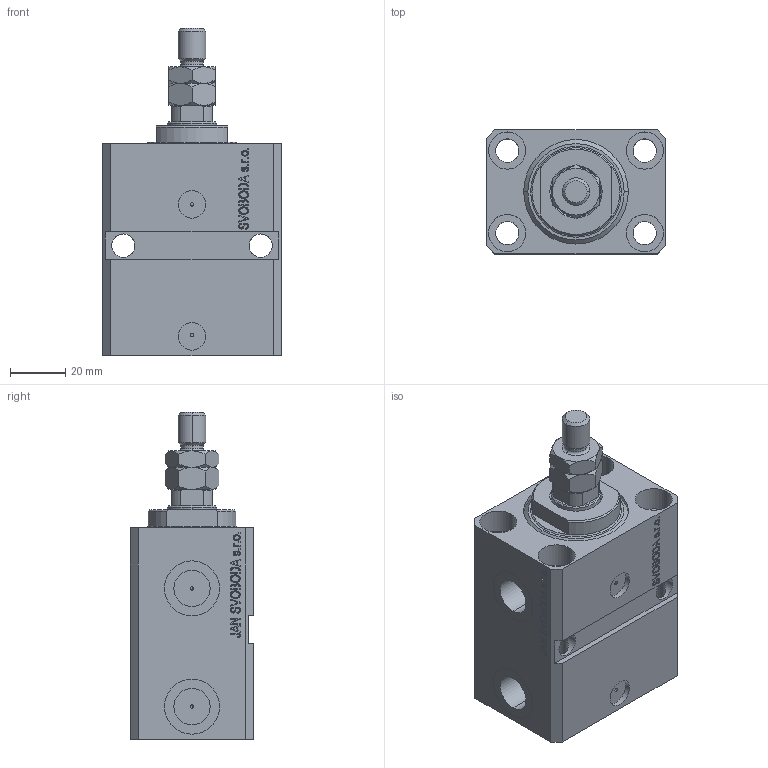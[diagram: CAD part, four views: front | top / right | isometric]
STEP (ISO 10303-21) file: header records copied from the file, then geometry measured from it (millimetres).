
FILE_DESCRIPTION (( 'STEP AP203' ), '1' );
FILE_NAME ('abdc.STEP', '2024-10-18T10:13:33', ( '' ), ( '' ), 'SwSTEP 2.0', 'SolidWorks 2019', '' );
FILE_SCHEMA (( 'CONFIG_CONTROL_DESIGN' ));
Length unit declared in the file: millimetre
Products named in the file (5): V250CE_C_VCP 4e7fa9eabe6dc0052a9e02a0cd53279e; V250CE_VC_E 4e7fa9eabe6dc0052a9e02a0cd53279e; abdc; MTA 4e7fa9eabe6dc0052a9e02a0cd53279e; V250CE_E_Body 4e7fa9eabe6dc0052a9e02a0cd53279e
Assembly tree (4 placements, depth 2):
  abdc
    V250CE_E_Body 4e7fa9eabe6dc0052a9e02a0cd53279e
    V250CE_C_VCP 4e7fa9eabe6dc0052a9e02a0cd53279e
    V250CE_VC_E 4e7fa9eabe6dc0052a9e02a0cd53279e
    MTA 4e7fa9eabe6dc0052a9e02a0cd53279e
Bounding box: 65 x 45 x 119 mm (x, y, z)
Volume: 196200.3 mm3; surface area: 53996.9 mm2
Topology: 4 solids, 4 shells, 946 faces, 2409 edges, 1570 vertices
Faces by surface type: plane 450, bspline 360, cylinder 88, cone 40, torus 8
Entity records: 46000 total; most frequent: CARTESIAN_POINT 25087, ORIENTED_EDGE 4814, DIRECTION 2975, EDGE_CURVE 2407, VERTEX_POINT 1570, LINE 1415, VECTOR 1415, EDGE_LOOP 1077
